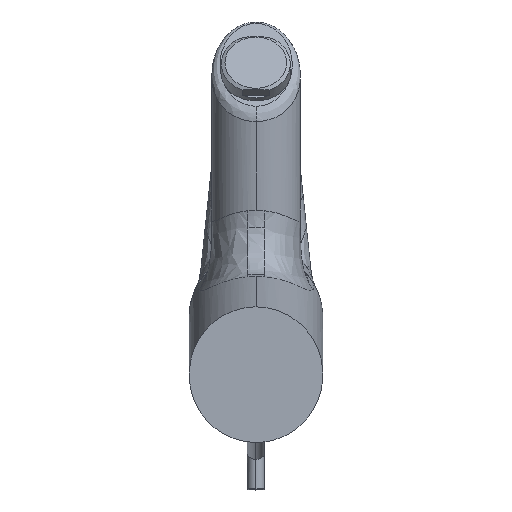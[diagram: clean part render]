
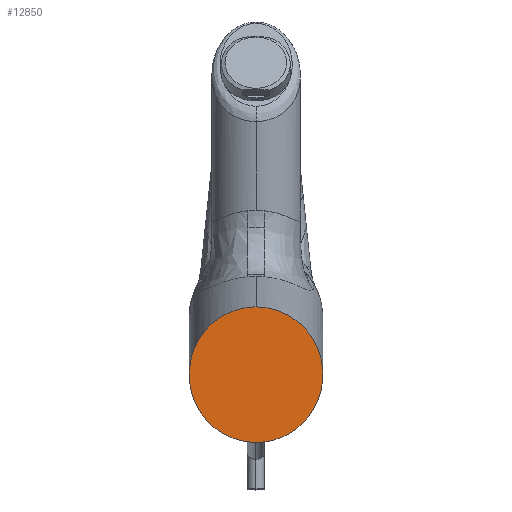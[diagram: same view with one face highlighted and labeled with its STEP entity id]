
A CAD part, front view. The second image highlights one B-rep face of the part: STEP entity #12850.
In plain terms, the highlighted planar face has unit normal (0, -1, 0).
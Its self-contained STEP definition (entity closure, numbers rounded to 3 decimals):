
#51 = CARTESIAN_POINT ( 'NONE',  ( 0.081, 0., 23.66 ) ) ;
#385 = EDGE_CURVE ( 'NONE', #10099, #12560, #12510, .T. ) ;
#1898 = CARTESIAN_POINT ( 'NONE',  ( 0.081, 0., 23.66 ) ) ;
#2274 = CARTESIAN_POINT ( 'NONE',  ( 0.081, 0., -23.487 ) ) ;
#2389 = ORIENTED_EDGE ( 'NONE', *, *, #7541, .F. ) ;
#3066 = DIRECTION ( 'NONE',  ( 0., -1., 0. ) ) ;
#6477 = EDGE_LOOP ( 'NONE', ( #13889, #2389 ) ) ;
#6495 = CARTESIAN_POINT ( 'NONE',  ( -23.634, 0., -23.959 ) ) ;
#7541 = EDGE_CURVE ( 'NONE', #12560, #10099, #9075, .T. ) ;
#7618 = CARTESIAN_POINT ( 'NONE',  ( 0.081, 0., -23.487 ) ) ;
#7822 = CARTESIAN_POINT ( 'NONE',  ( -46.419, 0., 23.66 ) ) ;
#9075 =( BOUNDED_CURVE ( )  B_SPLINE_CURVE ( 3, ( #2274, #12450, #7822, #51 ),
 .UNSPECIFIED., .F., .F. ) 
 B_SPLINE_CURVE_WITH_KNOTS ( ( 4, 4 ),
 ( 3.142, 6.283 ),
 .UNSPECIFIED. ) 
 CURVE ( )  GEOMETRIC_REPRESENTATION_ITEM ( )  RATIONAL_B_SPLINE_CURVE ( ( 1., 0.333, 0.333, 1. ) ) 
 REPRESENTATION_ITEM ( '' )  );
#9520 = CARTESIAN_POINT ( 'NONE',  ( 0.081, 0., 23.66 ) ) ;
#10099 = VERTEX_POINT ( 'NONE', #1898 ) ;
#10658 = CARTESIAN_POINT ( 'NONE',  ( 46.581, 0., -23.487 ) ) ;
#11639 = CARTESIAN_POINT ( 'NONE',  ( 0.081, 0., -23.487 ) ) ;
#11742 = CARTESIAN_POINT ( 'NONE',  ( 46.581, 0., 23.66 ) ) ;
#12028 = PLANE ( 'NONE',  #12821 ) ;
#12172 = DIRECTION ( 'NONE',  ( -1., 0., 0. ) ) ;
#12450 = CARTESIAN_POINT ( 'NONE',  ( -46.419, 0., -23.487 ) ) ;
#12510 =( BOUNDED_CURVE ( )  B_SPLINE_CURVE ( 3, ( #9520, #11742, #10658, #11639 ),
 .UNSPECIFIED., .F., .T. ) 
 B_SPLINE_CURVE_WITH_KNOTS ( ( 4, 4 ),
 ( 0., 3.142 ),
 .UNSPECIFIED. ) 
 CURVE ( )  GEOMETRIC_REPRESENTATION_ITEM ( )  RATIONAL_B_SPLINE_CURVE ( ( 1., 0.333, 0.333, 1. ) ) 
 REPRESENTATION_ITEM ( '' )  );
#12560 = VERTEX_POINT ( 'NONE', #7618 ) ;
#12821 = AXIS2_PLACEMENT_3D ( 'NONE', #6495, #3066, #12172 ) ;
#12850 = ADVANCED_FACE ( 'NONE', ( #13497 ), #12028, .T. ) ;
#13497 = FACE_OUTER_BOUND ( 'NONE', #6477, .T. ) ;
#13889 = ORIENTED_EDGE ( 'NONE', *, *, #385, .F. ) ;
